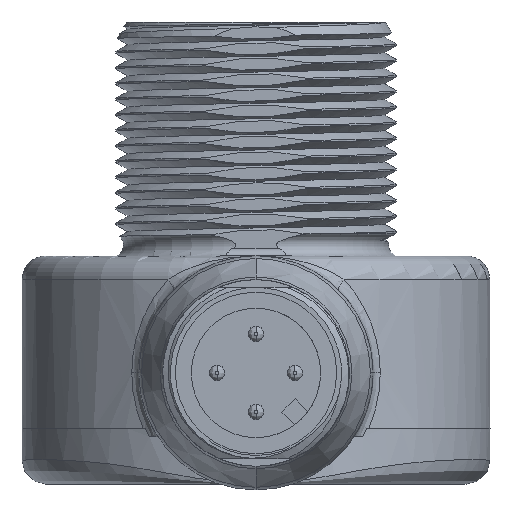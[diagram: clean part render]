
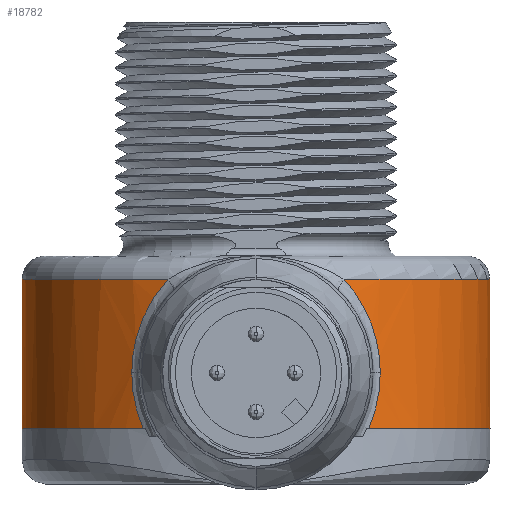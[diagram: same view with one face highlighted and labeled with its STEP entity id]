
A CAD part, front view. The second image highlights one B-rep face of the part: STEP entity #18782.
In plain terms, the highlighted cylindrical face has radius 15 mm (diameter 30 mm), a partial arc.
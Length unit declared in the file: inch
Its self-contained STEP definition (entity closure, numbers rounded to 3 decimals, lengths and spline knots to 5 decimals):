
#3001=CARTESIAN_POINT('',(0.,0.,-0.43575));
#3002=DIRECTION('',(0.,0.,1.));
#3003=DIRECTION('',(0.482,-0.876,0.));
#3004=AXIS2_PLACEMENT_3D('',#3001,#3002,#3003);
#3006=CARTESIAN_POINT('',(0.28475,-0.51737,
-0.43575));
#3007=CARTESIAN_POINT('',(0.28697,-0.51614,
-0.43062));
#3008=CARTESIAN_POINT('',(0.29115,-0.51381,
-0.42032));
#3009=CARTESIAN_POINT('',(0.29661,-0.51067,
-0.40472));
#3010=CARTESIAN_POINT('',(0.3013,-0.50792,
-0.38903));
#3011=CARTESIAN_POINT('',(0.30521,-0.50558,
-0.37331));
#3012=CARTESIAN_POINT('',(0.30836,-0.50365,
-0.3576));
#3013=CARTESIAN_POINT('',(0.31079,-0.50216,
-0.34192));
#3014=CARTESIAN_POINT('',(0.31249,-0.5011,
-0.32629));
#3015=CARTESIAN_POINT('',(0.3135,-0.50047,
-0.31073));
#3016=CARTESIAN_POINT('',(0.31373,-0.50032,
-0.30042));
#3017=CARTESIAN_POINT('',(0.31373,-0.50032,
-0.29528));
#3019=CARTESIAN_POINT('',(0.31373,-0.50032,
-0.29528));
#3020=CARTESIAN_POINT('',(0.31373,-0.50032,
-0.28989));
#3021=CARTESIAN_POINT('',(0.31348,-0.50048,
-0.27909));
#3022=CARTESIAN_POINT('',(0.31237,-0.50118,
-0.26275));
#3023=CARTESIAN_POINT('',(0.31049,-0.50235,
-0.24631));
#3024=CARTESIAN_POINT('',(0.3078,-0.504,
-0.22982));
#3025=CARTESIAN_POINT('',(0.30431,-0.50612,
-0.2133));
#3026=CARTESIAN_POINT('',(0.29998,-0.5087,
-0.19679));
#3027=CARTESIAN_POINT('',(0.29479,-0.51172,
-0.18033));
#3028=CARTESIAN_POINT('',(0.28873,-0.51517,
-0.16398));
#3029=CARTESIAN_POINT('',(0.28178,-0.51901,
-0.14779));
#3030=CARTESIAN_POINT('',(0.27394,-0.5232,
-0.13182));
#3031=CARTESIAN_POINT('',(0.26521,-0.52768,
-0.11619));
#3032=CARTESIAN_POINT('',(0.25564,-0.53239,
-0.10099));
#3033=CARTESIAN_POINT('',(0.24526,-0.53726,
-0.08633));
#3034=CARTESIAN_POINT('',(0.23413,-0.54221,
-0.07227));
#3035=CARTESIAN_POINT('',(0.22627,-0.5455,
-0.06339));
#3036=CARTESIAN_POINT('',(0.22222,-0.54714,
-0.05906));
#3038=CARTESIAN_POINT('',(0.,0.,-0.05906));
#3039=DIRECTION('',(0.,0.,-1.));
#3040=DIRECTION('',(-1.,0.,0.));
#3041=AXIS2_PLACEMENT_3D('',#3038,#3039,#3040);
#3043=CARTESIAN_POINT('',(0.,0.,-0.05906));
#3044=DIRECTION('',(0.,0.,-1.));
#3045=DIRECTION('',(-0.376,-0.926,0.));
#3046=AXIS2_PLACEMENT_3D('',#3043,#3044,#3045);
#3048=CARTESIAN_POINT('',(-0.22222,-0.54714,
-0.05905));
#3049=CARTESIAN_POINT('',(-0.22627,-0.5455,
-0.06338));
#3050=CARTESIAN_POINT('',(-0.23413,-0.54221,
-0.07227));
#3051=CARTESIAN_POINT('',(-0.24526,-0.53726,
-0.08632));
#3052=CARTESIAN_POINT('',(-0.25563,-0.53239,
-0.10099));
#3053=CARTESIAN_POINT('',(-0.26521,-0.52768,
-0.11618));
#3054=CARTESIAN_POINT('',(-0.27393,-0.5232,
-0.13181));
#3055=CARTESIAN_POINT('',(-0.28178,-0.51901,
-0.14777));
#3056=CARTESIAN_POINT('',(-0.28873,-0.51518,
-0.16396));
#3057=CARTESIAN_POINT('',(-0.29479,-0.51173,
-0.18031));
#3058=CARTESIAN_POINT('',(-0.29998,-0.5087,
-0.19677));
#3059=CARTESIAN_POINT('',(-0.30431,-0.50612,
-0.21328));
#3060=CARTESIAN_POINT('',(-0.3078,-0.504,
-0.22981));
#3061=CARTESIAN_POINT('',(-0.31048,-0.50235,
-0.2463));
#3062=CARTESIAN_POINT('',(-0.31237,-0.50118,
-0.26274));
#3063=CARTESIAN_POINT('',(-0.31348,-0.50048,
-0.27909));
#3064=CARTESIAN_POINT('',(-0.31373,-0.50032,
-0.28989));
#3065=CARTESIAN_POINT('',(-0.31373,-0.50032,
-0.29528));
#3067=CARTESIAN_POINT('',(-0.31373,-0.50032,
-0.29528));
#3068=CARTESIAN_POINT('',(-0.31373,-0.50032,
-0.30042));
#3069=CARTESIAN_POINT('',(-0.3135,-0.50047,
-0.31073));
#3070=CARTESIAN_POINT('',(-0.31249,-0.5011,
-0.3263));
#3071=CARTESIAN_POINT('',(-0.31078,-0.50216,
-0.34194));
#3072=CARTESIAN_POINT('',(-0.30836,-0.50366,
-0.35763));
#3073=CARTESIAN_POINT('',(-0.3052,-0.50558,
-0.37334));
#3074=CARTESIAN_POINT('',(-0.30129,-0.50792,
-0.38906));
#3075=CARTESIAN_POINT('',(-0.29661,-0.51067,
-0.40474));
#3076=CARTESIAN_POINT('',(-0.29114,-0.51381,
-0.42033));
#3077=CARTESIAN_POINT('',(-0.28697,-0.51614,
-0.43062));
#3078=CARTESIAN_POINT('',(-0.28475,-0.51737,
-0.43575));
#7423=CARTESIAN_POINT('',(0.22222,-0.54714,
-0.05906));
#13988=CARTESIAN_POINT('',(-0.59055,0.,
-0.05906));
#13990=VERTEX_POINT('',#13988);
#14158=VERTEX_POINT('',#7423);
#14161=VERTEX_POINT('',#3019);
#14166=VERTEX_POINT('',#3048);
#14167=VERTEX_POINT('',#3065);
#15035=CARTESIAN_POINT('',(0.28475,-0.51737,
-0.43575));
#15036=CARTESIAN_POINT('',(-0.28475,-0.51737,
-0.43575));
#15037=VERTEX_POINT('',#15035);
#15038=VERTEX_POINT('',#15036);
#18763=CARTESIAN_POINT('',(0.,0.,-0.64961));
#18764=DIRECTION('',(0.,0.,1.));
#18765=DIRECTION('',(1.,0.,0.));
#18766=AXIS2_PLACEMENT_3D('',#18763,#18764,#18765);
#18767=CYLINDRICAL_SURFACE('',#18766,0.59055);
#18768=ORIENTED_EDGE('',*,*,#18752,.F.);
#18770=ORIENTED_EDGE('',*,*,#18769,.T.);
#18772=ORIENTED_EDGE('',*,*,#18771,.T.);
#18774=ORIENTED_EDGE('',*,*,#18773,.F.);
#18776=ORIENTED_EDGE('',*,*,#18775,.F.);
#18778=ORIENTED_EDGE('',*,*,#18777,.T.);
#18779=ORIENTED_EDGE('',*,*,#18737,.T.);
#18780=EDGE_LOOP('',(#18768,#18770,#18772,#18774,#18776,#18778,#18779));
#18781=FACE_OUTER_BOUND('',#18780,.F.);
#18782=ADVANCED_FACE('',(#18781),#18767,.T.);
#3005=CIRCLE('',#3004,0.59055);
#3018=B_SPLINE_CURVE_WITH_KNOTS('',3,(#3006,#3007,#3008,#3009,#3010,#3011,#3012,
#3013,#3014,#3015,#3016,#3017),.UNSPECIFIED.,.F.,.F.,(4,1,1,1,1,1,1,1,1,4),
(0.,0.11111,0.22222,0.33333,0.44444,
0.55556,0.66667,0.77778,0.88889,1.),
.UNSPECIFIED.);
#3037=B_SPLINE_CURVE_WITH_KNOTS('',3,(#3019,#3020,#3021,#3022,#3023,#3024,#3025,
#3026,#3027,#3028,#3029,#3030,#3031,#3032,#3033,#3034,#3035,#3036),
.UNSPECIFIED.,.F.,.F.,(4,1,1,1,1,1,1,1,1,1,1,1,1,1,1,4),(0.,0.06667,
0.13333,0.2,0.26667,0.33333,0.4,
0.46667,0.53333,0.6,0.66667,0.73333,
0.8,0.86667,0.93333,1.),.UNSPECIFIED.);
#3042=CIRCLE('',#3041,0.59055);
#3047=CIRCLE('',#3046,0.59055);
#3066=B_SPLINE_CURVE_WITH_KNOTS('',3,(#3048,#3049,#3050,#3051,#3052,#3053,#3054,
#3055,#3056,#3057,#3058,#3059,#3060,#3061,#3062,#3063,#3064,#3065),
.UNSPECIFIED.,.F.,.F.,(4,1,1,1,1,1,1,1,1,1,1,1,1,1,1,4),(0.,0.06667,
0.13333,0.2,0.26667,0.33333,0.4,
0.46667,0.53333,0.6,0.66667,0.73333,
0.8,0.86667,0.93333,1.),.UNSPECIFIED.);
#3079=B_SPLINE_CURVE_WITH_KNOTS('',3,(#3067,#3068,#3069,#3070,#3071,#3072,#3073,
#3074,#3075,#3076,#3077,#3078),.UNSPECIFIED.,.F.,.F.,(4,1,1,1,1,1,1,1,1,4),
(0.,0.11111,0.22222,0.33333,0.44444,
0.55556,0.66667,0.77778,0.88889,1.),
.UNSPECIFIED.);
#18737=EDGE_CURVE('',#14167,#15038,#3079,.T.);
#18752=EDGE_CURVE('',#15037,#15038,#3005,.T.);
#18769=EDGE_CURVE('',#15037,#14161,#3018,.T.);
#18771=EDGE_CURVE('',#14161,#14158,#3037,.T.);
#18773=EDGE_CURVE('',#13990,#14158,#3042,.T.);
#18775=EDGE_CURVE('',#14166,#13990,#3047,.T.);
#18777=EDGE_CURVE('',#14166,#14167,#3066,.T.);
